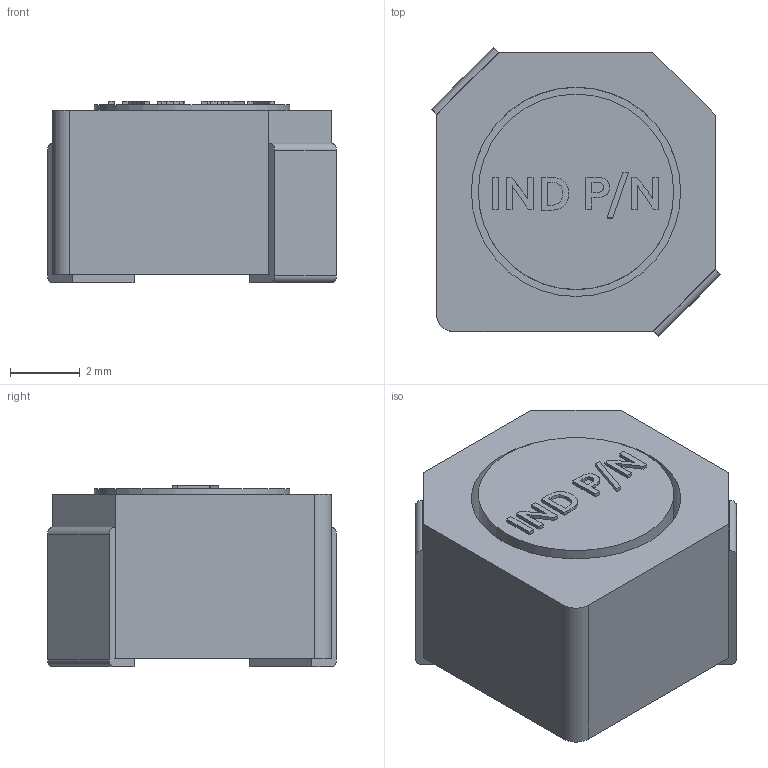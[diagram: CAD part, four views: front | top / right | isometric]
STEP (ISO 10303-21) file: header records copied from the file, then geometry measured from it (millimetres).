
FILE_DESCRIPTION(('FreeCAD Model'),'2;1');
FILE_NAME( 'inductor_01.step', '2019-03-16T00:27:47',('Anool'),('Wyolum'), 'Open CASCADE STEP processor 7.3','FreeCAD','Unknown');
FILE_SCHEMA(('AUTOMOTIVE_DESIGN { 1 0 10303 214 1 1 1 1 }'));
Length unit declared in the file: millimetre
Products named in the file (5): Cut; Cylinder001; Fusion_(Mirror_#1); Fusion; Extrude
Bounding box: 8.27 x 8.27 x 5.21 mm (x, y, z)
Volume: 274 mm3; surface area: 499.6 mm2
Topology: 10 solids, 10 shells, 131 faces, 330 edges, 220 vertices
Faces by surface type: plane 74, extrusion 50, cylinder 7
Full cylindrical faces by diameter (mm): 5.6 x1, 6 x1
Entity records: 4165 total; most frequent: CARTESIAN_POINT 982, ORIENTED_EDGE 660, DIRECTION 458, EDGE_CURVE 330, VECTOR 266, VERTEX_POINT 220, LINE 216, B_SPLINE_CURVE_WITH_KNOTS 150
